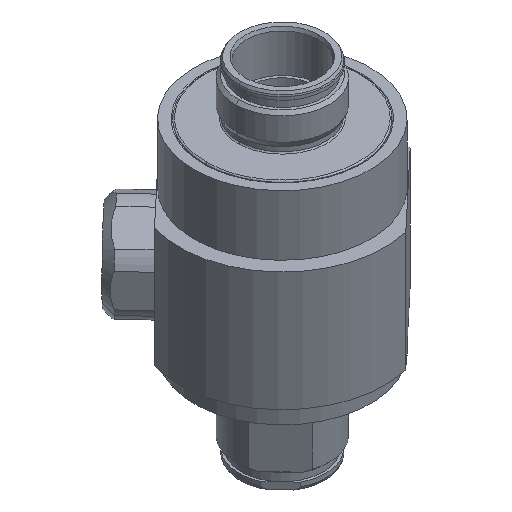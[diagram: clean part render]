
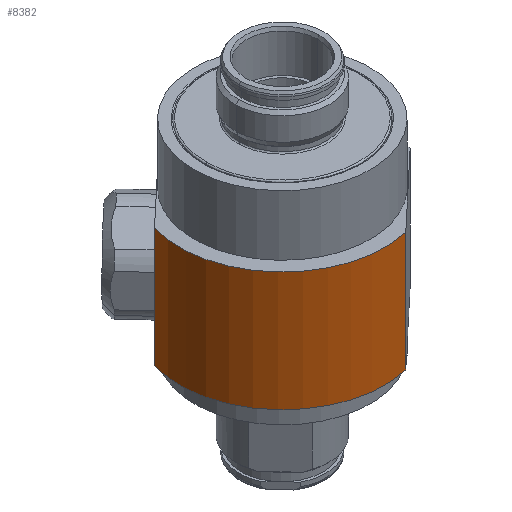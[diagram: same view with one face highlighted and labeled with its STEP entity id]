
A CAD part, isometric view. The second image highlights one B-rep face of the part: STEP entity #8382.
In plain terms, the highlighted cylindrical face has radius 21.844 mm (diameter 43.688 mm), a partial arc.
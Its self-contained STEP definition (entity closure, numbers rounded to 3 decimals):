
#605 = EDGE_CURVE ( 'NONE', #1940, #2213, #2843, .T. ) ;
#1061 = CARTESIAN_POINT ( 'NONE',  ( 18.923, 10.912, -0.616 ) ) ;
#1142 = CARTESIAN_POINT ( 'NONE',  ( 18.923, 10.912, -0.616 ) ) ;
#1201 = DIRECTION ( 'NONE',  ( 0., 0., -1. ) ) ;
#1250 = DIRECTION ( 'NONE',  ( 0., 0., 1. ) ) ;
#1831 = AXIS2_PLACEMENT_3D ( 'NONE', #5199, #4544, #3705 ) ;
#1940 = VERTEX_POINT ( 'NONE', #3974 ) ;
#2213 = VERTEX_POINT ( 'NONE', #5907 ) ;
#2217 = ORIENTED_EDGE ( 'NONE', *, *, #7480, .T. ) ;
#2843 = CIRCLE ( 'NONE', #4022, 21.844 ) ;
#3705 = DIRECTION ( 'NONE',  ( -1., 0., 0. ) ) ;
#3974 = CARTESIAN_POINT ( 'NONE',  ( -18.923, 10.912, -26.016 ) ) ;
#3997 = CARTESIAN_POINT ( 'NONE',  ( -18.923, 10.912, -13.316 ) ) ;
#4022 = AXIS2_PLACEMENT_3D ( 'NONE', #4824, #1201, #6077 ) ;
#4087 = LINE ( 'NONE', #3997, #4352 ) ;
#4091 = ORIENTED_EDGE ( 'NONE', *, *, #8937, .T. ) ;
#4352 = VECTOR ( 'NONE', #1250, 1000. ) ;
#4493 = CARTESIAN_POINT ( 'NONE',  ( 0., 0., -13.316 ) ) ;
#4534 = FACE_OUTER_BOUND ( 'NONE', #7859, .T. ) ;
#4544 = DIRECTION ( 'NONE',  ( 0., 0., -1. ) ) ;
#4647 = VERTEX_POINT ( 'NONE', #6565 ) ;
#4824 = CARTESIAN_POINT ( 'NONE',  ( 0., 0., -26.016 ) ) ;
#4941 = CIRCLE ( 'NONE', #1831, 21.844 ) ;
#5097 = DIRECTION ( 'NONE',  ( -1., 0., 0. ) ) ;
#5199 = CARTESIAN_POINT ( 'NONE',  ( 0., 0., -0.616 ) ) ;
#5387 = LINE ( 'NONE', #1142, #8454 ) ;
#5766 = EDGE_CURVE ( 'NONE', #6048, #2213, #5387, .T. ) ;
#5886 = ORIENTED_EDGE ( 'NONE', *, *, #605, .F. ) ;
#5907 = CARTESIAN_POINT ( 'NONE',  ( 18.923, 10.912, -26.016 ) ) ;
#6048 = VERTEX_POINT ( 'NONE', #1061 ) ;
#6063 = ORIENTED_EDGE ( 'NONE', *, *, #5766, .T. ) ;
#6077 = DIRECTION ( 'NONE',  ( -1., 0., 0. ) ) ;
#6118 = DIRECTION ( 'NONE',  ( 0., 0., -1. ) ) ;
#6565 = CARTESIAN_POINT ( 'NONE',  ( -18.923, 10.912, -0.616 ) ) ;
#6680 = DIRECTION ( 'NONE',  ( 0., 0., -1. ) ) ;
#7480 = EDGE_CURVE ( 'NONE', #1940, #4647, #4087, .T. ) ;
#7859 = EDGE_LOOP ( 'NONE', ( #2217, #4091, #6063, #5886 ) ) ;
#8039 = CYLINDRICAL_SURFACE ( 'NONE', #8517, 21.844 ) ;
#8382 = ADVANCED_FACE ( 'NONE', ( #4534 ), #8039, .T. ) ;
#8454 = VECTOR ( 'NONE', #6118, 1000. ) ;
#8517 = AXIS2_PLACEMENT_3D ( 'NONE', #4493, #6680, #5097 ) ;
#8937 = EDGE_CURVE ( 'NONE', #4647, #6048, #4941, .T. ) ;
